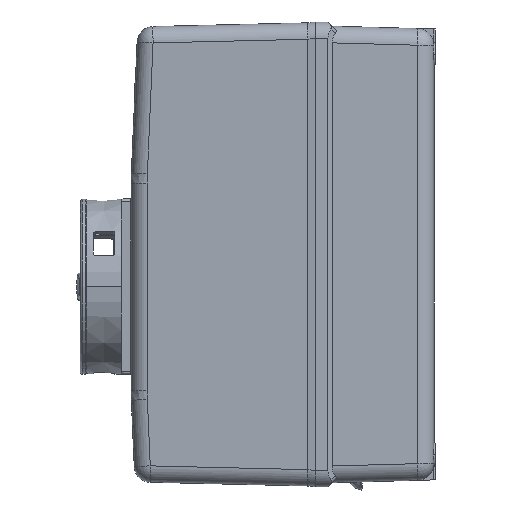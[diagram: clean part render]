
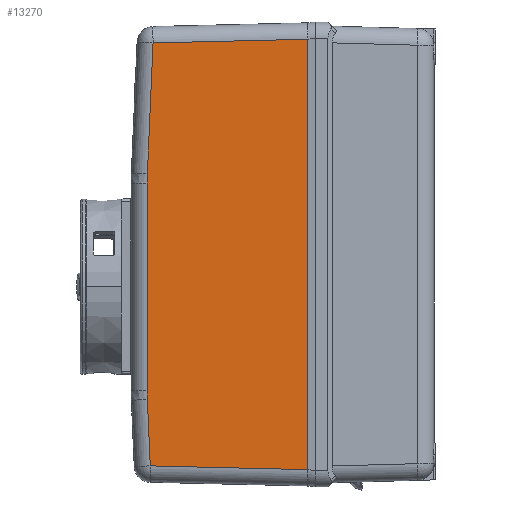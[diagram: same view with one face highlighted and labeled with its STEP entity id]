
A CAD part, left-side view. The second image highlights one B-rep face of the part: STEP entity #13270.
In plain terms, the highlighted planar face has unit normal (-1, 0.024, 0).
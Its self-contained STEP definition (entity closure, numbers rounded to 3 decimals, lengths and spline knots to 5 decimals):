
#129=DIRECTION('',(0.,0.,1.));
#130=VECTOR('',#129,0.15462);
#131=CARTESIAN_POINT('',(-0.0457,0.0087,
-0.07732));
#132=LINE('',#131,#130);
#137=DIRECTION('',(-0.024,-0.999,-0.024));
#138=VECTOR('',#137,0.05666);
#139=CARTESIAN_POINT('',(-0.04436,0.06533,
-0.07596));
#140=LINE('',#139,#138);
#144=DIRECTION('',(-0.001,-0.044,-0.999));
#145=VECTOR('',#144,0.02387);
#146=CARTESIAN_POINT('',(-0.04434,0.06637,
-0.05212));
#147=LINE('',#146,#145);
#151=CARTESIAN_POINT('',(-0.04434,0.06644,
-0.04889));
#152=CARTESIAN_POINT('',(-0.04434,0.06644,
-0.04996));
#153=CARTESIAN_POINT('',(-0.04434,0.06642,
-0.05104));
#154=CARTESIAN_POINT('',(-0.04434,0.06637,
-0.05212));
#159=CARTESIAN_POINT('',(-0.04434,0.06637,
0.02889));
#160=CARTESIAN_POINT('',(-0.04434,0.06642,
0.02781));
#161=CARTESIAN_POINT('',(-0.04434,0.06644,
0.02673));
#162=CARTESIAN_POINT('',(-0.04434,0.06644,
0.02565));
#167=DIRECTION('',(0.001,0.044,-0.999));
#168=VECTOR('',#167,0.04715);
#169=CARTESIAN_POINT('',(-0.04439,0.06431,
0.07599));
#170=LINE('',#169,#168);
#174=DIRECTION('',(0.024,0.999,-0.024));
#175=VECTOR('',#174,0.05564);
#176=CARTESIAN_POINT('',(-0.0457,0.0087,
0.0773));
#177=LINE('',#176,#175);
#715=DIRECTION('',(0.,0.,1.));
#716=VECTOR('',#715,0.07454);
#717=CARTESIAN_POINT('',(-0.04434,0.06644,
-0.04889));
#718=LINE('',#717,#716);
#11856=CARTESIAN_POINT('',(-0.0457,0.0087,
0.0773));
#11857=CARTESIAN_POINT('',(-0.04439,0.06431,
0.07599));
#11858=VERTEX_POINT('',#11856);
#11859=VERTEX_POINT('',#11857);
#11860=CARTESIAN_POINT('',(-0.0457,0.0087,
-0.07732));
#11861=VERTEX_POINT('',#11860);
#12923=CARTESIAN_POINT('',(-0.04436,0.06533,
-0.07596));
#12924=VERTEX_POINT('',#12923);
#12930=CARTESIAN_POINT('',(-0.04434,0.06637,
-0.05212));
#12931=VERTEX_POINT('',#12930);
#12932=VERTEX_POINT('',#151);
#12933=CARTESIAN_POINT('',(-0.04434,0.06644,
0.02565));
#12934=VERTEX_POINT('',#12933);
#12935=VERTEX_POINT('',#159);
#13247=CARTESIAN_POINT('',(-0.04495,0.04045,-0.04123));
#13248=DIRECTION('',(-1.,0.024,0.));
#13249=DIRECTION('',(-0.024,-1.,0.));
#13250=AXIS2_PLACEMENT_3D('',#13247,#13248,#13249);
#13251=PLANE('',#13250);
#13253=ORIENTED_EDGE('',*,*,#13252,.F.);
#13255=ORIENTED_EDGE('',*,*,#13254,.F.);
#13257=ORIENTED_EDGE('',*,*,#13256,.F.);
#13259=ORIENTED_EDGE('',*,*,#13258,.F.);
#13261=ORIENTED_EDGE('',*,*,#13260,.T.);
#13263=ORIENTED_EDGE('',*,*,#13262,.F.);
#13265=ORIENTED_EDGE('',*,*,#13264,.F.);
#13267=ORIENTED_EDGE('',*,*,#13266,.F.);
#13268=EDGE_LOOP('',(#13253,#13255,#13257,#13259,#13261,#13263,#13265,#13267));
#13269=FACE_OUTER_BOUND('',#13268,.F.);
#155=B_SPLINE_CURVE_WITH_KNOTS('',3,(#151,#152,#153,#154),.UNSPECIFIED.,.F.,.F.,
(4,4),(0.,1.),.UNSPECIFIED.);
#163=B_SPLINE_CURVE_WITH_KNOTS('',3,(#159,#160,#161,#162),.UNSPECIFIED.,.F.,.F.,
(4,4),(0.,1.),.UNSPECIFIED.);
#13252=EDGE_CURVE('',#11861,#11858,#132,.T.);
#13254=EDGE_CURVE('',#12924,#11861,#140,.T.);
#13256=EDGE_CURVE('',#12931,#12924,#147,.T.);
#13258=EDGE_CURVE('',#12932,#12931,#155,.T.);
#13260=EDGE_CURVE('',#12932,#12934,#718,.T.);
#13262=EDGE_CURVE('',#12935,#12934,#163,.T.);
#13264=EDGE_CURVE('',#11859,#12935,#170,.T.);
#13266=EDGE_CURVE('',#11858,#11859,#177,.T.);
#13270=ADVANCED_FACE('',(#13269),#13251,.T.);
